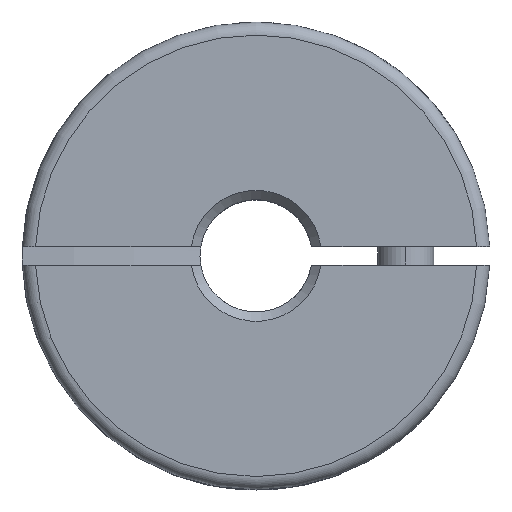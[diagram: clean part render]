
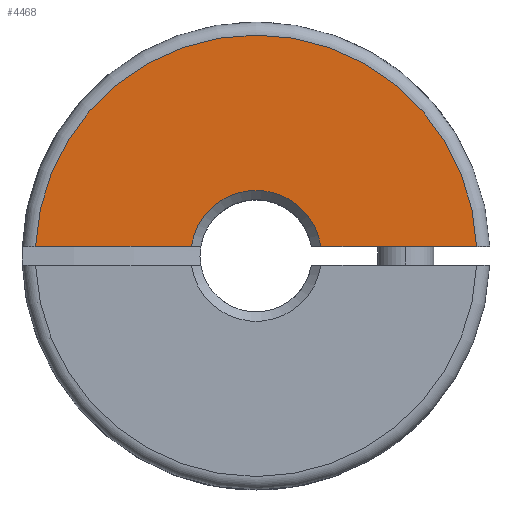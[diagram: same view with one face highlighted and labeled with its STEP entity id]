
A CAD part, top view. The second image highlights one B-rep face of the part: STEP entity #4468.
In plain terms, the highlighted planar face has unit normal (0, 0, 1).
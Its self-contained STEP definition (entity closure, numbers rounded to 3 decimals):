
#87 = CARTESIAN_POINT ( 'NONE',  ( 0., 0.5, 10. ) ) ;
#347 = CARTESIAN_POINT ( 'NONE',  ( 0., 0.5, 10. ) ) ;
#644 = CARTESIAN_POINT ( 'NONE',  ( -3.464, 0.5, 10. ) ) ;
#654 = DIRECTION ( 'NONE',  ( 0., 0., 1. ) ) ;
#764 = VERTEX_POINT ( 'NONE', #3549 ) ;
#844 = AXIS2_PLACEMENT_3D ( 'NONE', #1634, #3018, #2679 ) ;
#976 = DIRECTION ( 'NONE',  ( 1., 0., 0. ) ) ;
#1155 = VECTOR ( 'NONE', #2944, 1000. ) ;
#1222 = ORIENTED_EDGE ( 'NONE', *, *, #3920, .T. ) ;
#1275 = VERTEX_POINT ( 'NONE', #1284 ) ;
#1284 = CARTESIAN_POINT ( 'NONE',  ( -11.789, 0.5, 10. ) ) ;
#1432 = DIRECTION ( 'NONE',  ( -1., 0., 0. ) ) ;
#1531 = LINE ( 'NONE', #87, #1155 ) ;
#1624 = VECTOR ( 'NONE', #1432, 1000. ) ;
#1634 = CARTESIAN_POINT ( 'NONE',  ( 0., 0., 10. ) ) ;
#1734 = LINE ( 'NONE', #347, #1624 ) ;
#1807 = PLANE ( 'NONE',  #3095 ) ;
#1831 = CARTESIAN_POINT ( 'NONE',  ( 0., 0., 10. ) ) ;
#1876 = CARTESIAN_POINT ( 'NONE',  ( 11.789, 0.5, 10. ) ) ;
#1916 = EDGE_LOOP ( 'NONE', ( #2315, #4580, #2782, #1222 ) ) ;
#2315 = ORIENTED_EDGE ( 'NONE', *, *, #4447, .F. ) ;
#2499 = DIRECTION ( 'NONE',  ( 1., 0., 0. ) ) ;
#2540 = EDGE_CURVE ( 'NONE', #3672, #1275, #4080, .T. ) ;
#2679 = DIRECTION ( 'NONE',  ( 1., 0., 0. ) ) ;
#2782 = ORIENTED_EDGE ( 'NONE', *, *, #3288, .F. ) ;
#2805 = FACE_OUTER_BOUND ( 'NONE', #1916, .T. ) ;
#2944 = DIRECTION ( 'NONE',  ( -1., 0., 0. ) ) ;
#3018 = DIRECTION ( 'NONE',  ( 0., 0., -1. ) ) ;
#3043 = DIRECTION ( 'NONE',  ( 0., 0., 1. ) ) ;
#3082 = CARTESIAN_POINT ( 'NONE',  ( 0., 0., 10. ) ) ;
#3095 = AXIS2_PLACEMENT_3D ( 'NONE', #1831, #654, #2499 ) ;
#3288 = EDGE_CURVE ( 'NONE', #3494, #1275, #1531, .T. ) ;
#3494 = VERTEX_POINT ( 'NONE', #644 ) ;
#3549 = CARTESIAN_POINT ( 'NONE',  ( 3.464, 0.5, 10. ) ) ;
#3672 = VERTEX_POINT ( 'NONE', #1876 ) ;
#3852 = AXIS2_PLACEMENT_3D ( 'NONE', #3082, #3043, #976 ) ;
#3920 = EDGE_CURVE ( 'NONE', #3494, #764, #4397, .T. ) ;
#4080 = CIRCLE ( 'NONE', #3852, 11.8 ) ;
#4397 = CIRCLE ( 'NONE', #844, 3.5 ) ;
#4447 = EDGE_CURVE ( 'NONE', #3672, #764, #1734, .T. ) ;
#4468 = ADVANCED_FACE ( 'NONE', ( #2805 ), #1807, .T. ) ;
#4580 = ORIENTED_EDGE ( 'NONE', *, *, #2540, .T. ) ;
